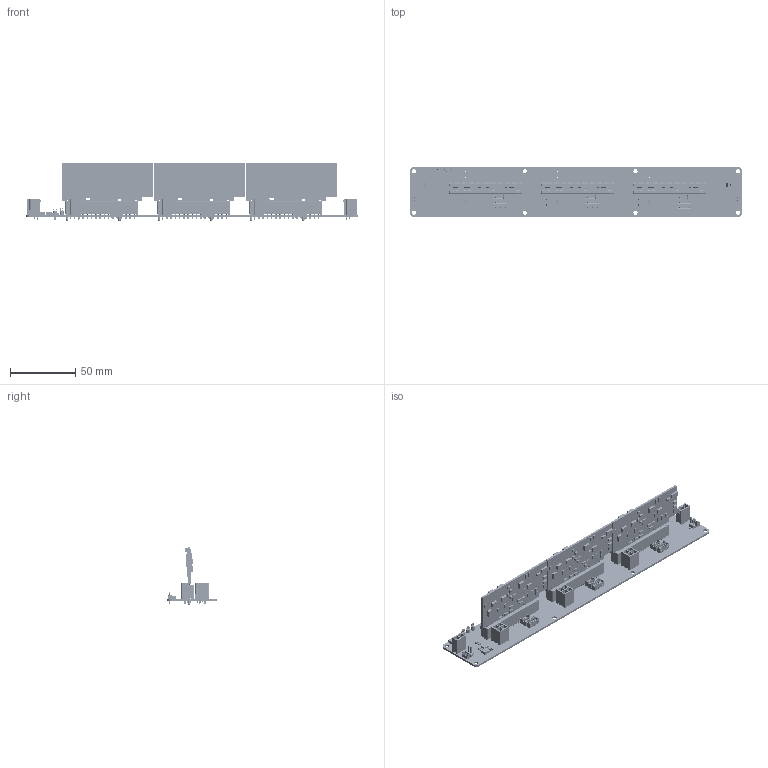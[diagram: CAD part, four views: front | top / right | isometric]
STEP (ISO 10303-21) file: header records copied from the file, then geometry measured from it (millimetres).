
FILE_DESCRIPTION(('Open CASCADE Model'),'2;1');
FILE_NAME('Open CASCADE Shape Model','2018-07-13T17:09:19',('Author'),( 'Open CASCADE'),'Open CASCADE STEP processor 6.5','Open CASCADE 6.5' ,'Unknown');
FILE_SCHEMA(('AUTOMOTIVE_DESIGN { 1 0 10303 214 1 1 1 1 }'));
Length unit declared in the file: millimetre
Products named in the file (107): PCB; Board; J9_IONI1; 039310047; SOLID; COMPOUND; C32; 1447778000; Extruded; 1447778128; C33; 1447780560; 1447780432; C34; 1447780176; 1447779920; C35; C36; 1447779792; 1447779536; C37; C38; 1447779408; 1447779280; J1; 530470310; J2; J3; 039310028; J4; J5_IONI1; ioni; 98p-c; J5_IONI2; J5_IONI3; J6_IONI1; 530470710; J6_IONI2; J6_IONI3; J7_IONI1 ...
Assembly tree (147 placements, depth 5):
  PCB
    Board
    J9_IONI1
      039310047
        SOLID
        COMPOUND
    C32
      1447778000  x2
        Extruded
      1447778128
        Extruded
    C33
      1447780560
        Extruded
      1447780432  x2
        Extruded
    C34
      1447780176  x2
        Extruded
      1447779920
        Extruded
    C35
      1447778000  x2
        Extruded
      1447778128
        Extruded
    C36
      1447779792  x2
        Extruded
      1447779536
        Extruded
    C37
      1447779792  x2
        Extruded
      1447779536
        Extruded
    C38
      1447779408  x2
        Extruded
      1447779280
        Extruded
    J1
      530470310
        SOLID
        COMPOUND
    J2
      530470310
        SOLID
        COMPOUND
    J3
      039310028
        SOLID
        COMPOUND
    J4
      039310028
        SOLID
        COMPOUND
    J5_IONI1
      ioni
      98p-c
Bounding box: 254 x 38.1 x 44.35 mm (x, y, z)
Volume: 44075.4 mm3; surface area: 60555.6 mm2
Topology: 78 solids, 79 shells, 10077 faces, 27162 edges, 18059 vertices
Faces by surface type: plane 7381, cylinder 2606, bspline 52, sphere 26, cone 12
Full cylindrical faces by diameter (mm): 0.5 x64, 0.7 x294, 0.762 x6, 1.016 x4, 1.4 x16, 1.6 x3, 2.35 x6, 3.2 x11
Entity records: 251426 total; most frequent: CARTESIAN_POINT 57774, DIRECTION 34353, LINE 20921, VECTOR 20921, ORIENTED_EDGE 19059, PCURVE 19059, DEFINITIONAL_REPRESENTATION 19059, EDGE_CURVE 9530
